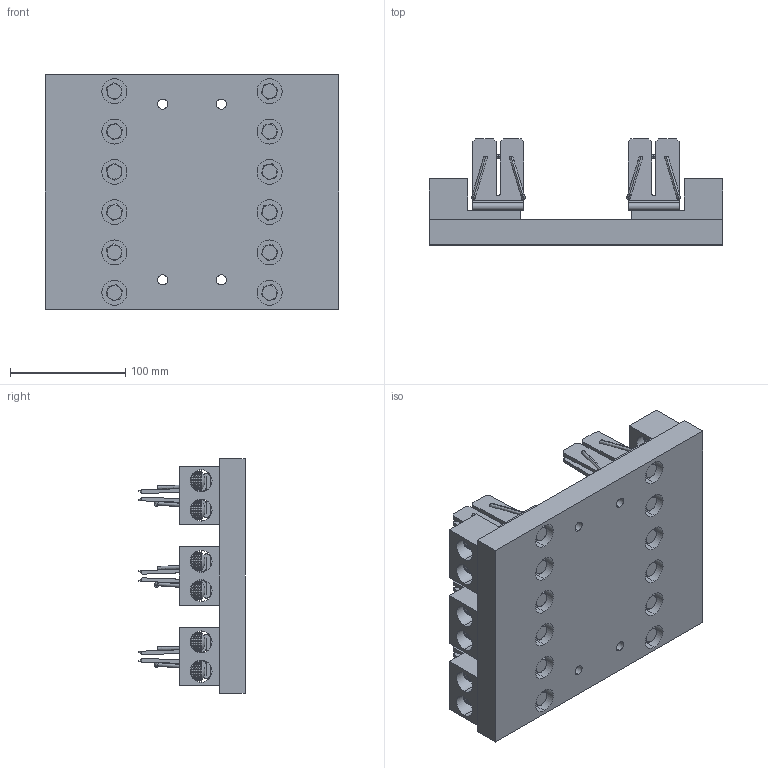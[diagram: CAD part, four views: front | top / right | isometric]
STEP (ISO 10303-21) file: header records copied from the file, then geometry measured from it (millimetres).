
FILE_DESCRIPTION (( 'STEP AP214' ), '1' );
FILE_NAME ('700512reva.STEP', '2013-05-23T19:59:32', ( '' ), ( '' ), 'SwSTEP 2.0', 'SolidWorks 2012', '' );
FILE_SCHEMA (( 'AUTOMOTIVE_DESIGN' ));
Length unit declared in the file: inch
Products named in the file (1): 700512reva
Bounding box: 254.1 x 92 x 203.2 mm (x, y, z)
Volume: 1611092.6 mm3; surface area: 412072.8 mm2
Topology: 55 solids, 55 shells, 2078 faces, 4704 edges, 2800 vertices
Faces by surface type: cone 840, plane 658, cylinder 364, bspline 192, sphere 24
Entity records: 89620 total; most frequent: CARTESIAN_POINT 16507, DIRECTION 9434, ORIENTED_EDGE 9408, EDGE_CURVE 4704, AXIS2_PLACEMENT_3D 3515, VERTEX_POINT 2800, VECTOR 2404, LINE 2404
